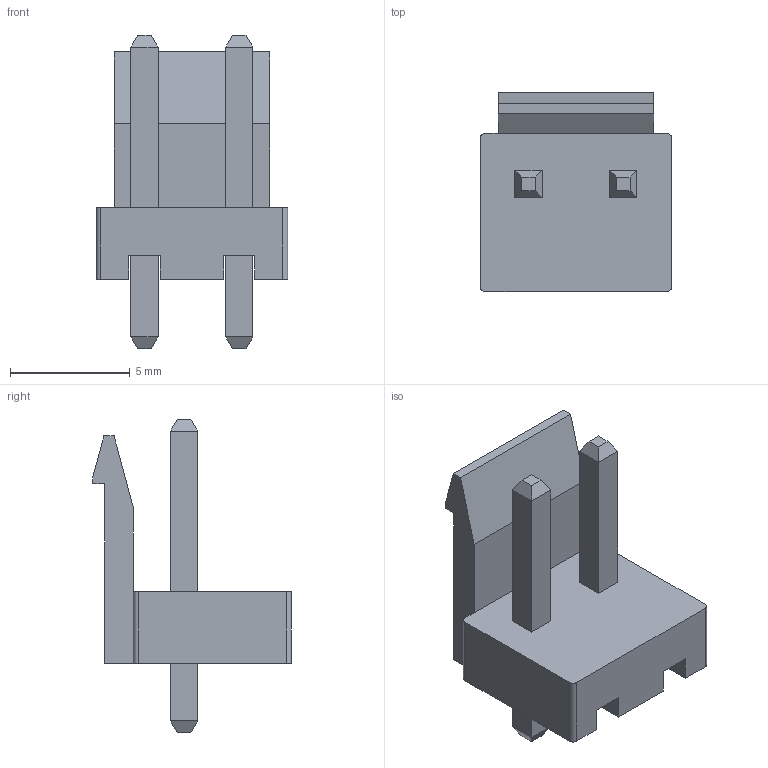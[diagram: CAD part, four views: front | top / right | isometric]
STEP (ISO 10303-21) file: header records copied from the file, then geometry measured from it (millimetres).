
FILE_DESCRIPTION (( 'STEP AP214' ), '1' );
FILE_NAME ('CONN-TH_2P-P3.96_C9900035759.STEP', '2023-03-18T05:55:15', ( '微软用户' ), ( '微软中国' ), 'SwSTEP 2.0', 'SolidWorks 2020', '' );
FILE_SCHEMA (( 'AUTOMOTIVE_DESIGN' ));
Length unit declared in the file: millimetre
Products named in the file (1): CONN-TH_2P-P3.96_C9900035759
Bounding box: 8.01 x 8.3 x 13.1 mm (x, y, z)
Volume: 235.9 mm3; surface area: 435.4 mm2
Topology: 1 solids, 1 shells, 288 faces, 771 edges, 508 vertices
Faces by surface type: plane 186, bspline 98, cylinder 4
Entity records: 12593 total; most frequent: CARTESIAN_POINT 2874, ORIENTED_EDGE 1542, DIRECTION 961, EDGE_CURVE 771, VECTOR 563, LINE 563, VERTEX_POINT 508, EDGE_LOOP 311
